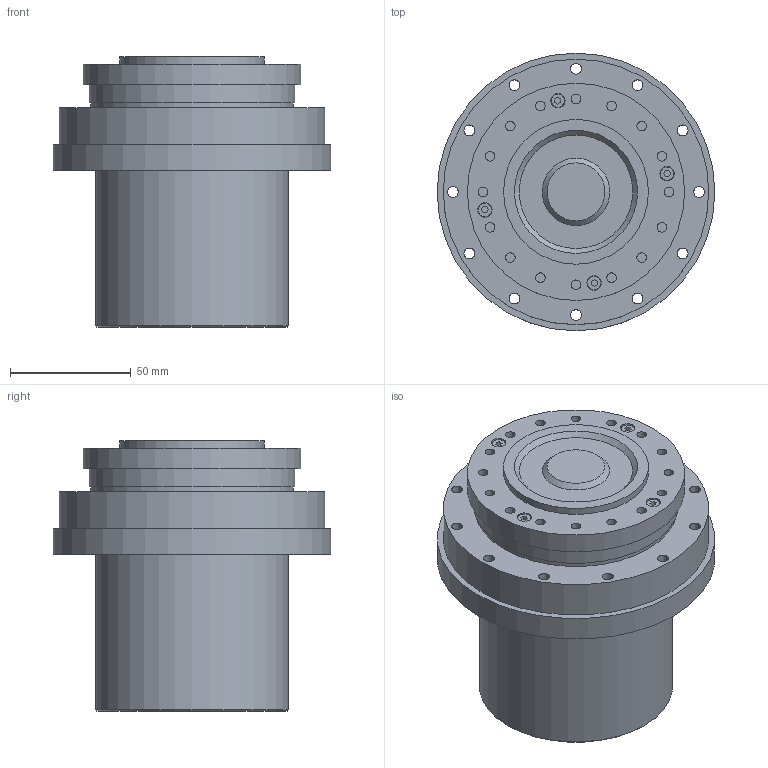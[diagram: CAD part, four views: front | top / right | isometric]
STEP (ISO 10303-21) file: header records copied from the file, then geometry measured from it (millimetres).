
FILE_DESCRIPTION(/* description */ (''),/* implementation_level */ '2;1');
FILE_NAME(/* name */ 'YF25.stp',/* time_stamp */ '2020-02-26T16:28:54+08:00',/* author */ (''),/* organization */ (''),/* preprocessor_version */ 'ST-DEVELOPER v16',/* originating_system */ 'SIEMENS PLM Software NX 10.0',/* authorisation */ '');
FILE_SCHEMA (('CONFIG_CONTROL_DESIGN'));
Length unit declared in the file: millimetre
Products named in the file (1): XBJ25_stp
Bounding box: 115 x 115 x 111.9 mm (x, y, z)
Volume: 684969.2 mm3; surface area: 63954.8 mm2
Topology: 1 solids, 1 shells, 152 faces, 327 edges, 221 vertices
Faces by surface type: plane 94, cylinder 51, bspline 4, cone 3
Full cylindrical faces by diameter (mm): 4 x16, 4.5 x12, 5.5 x8, 6 x8, 60 x1, 80 x1, 84 x1, 85 x1, 90 x1, 110 x1, 115 x1
Entity records: 3946 total; most frequent: CARTESIAN_POINT 787, DIRECTION 632, ORIENTED_EDGE 502, EDGE_LOOP 278, AXIS2_PLACEMENT_3D 256, EDGE_CURVE 251, FACE_BOUND 204, VERTEX_POINT 203
